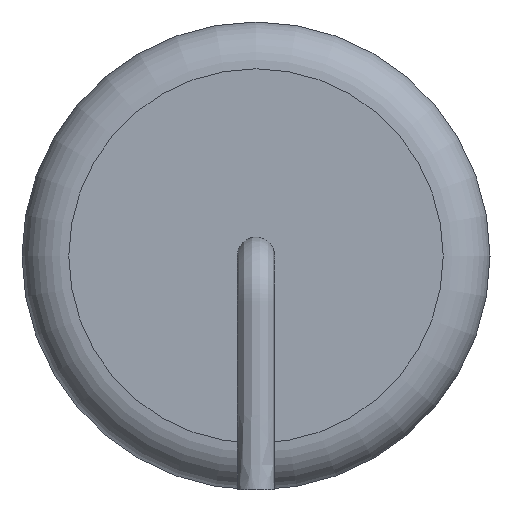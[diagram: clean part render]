
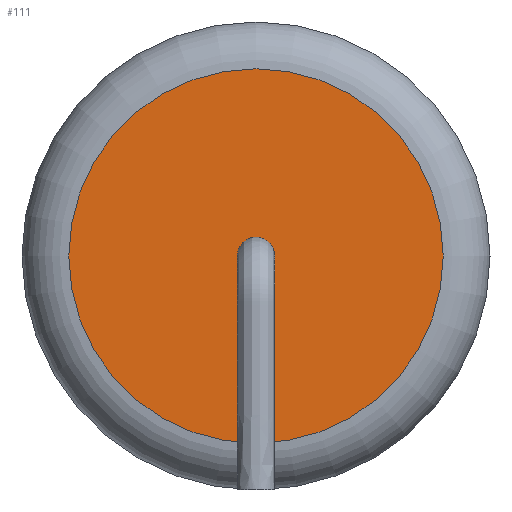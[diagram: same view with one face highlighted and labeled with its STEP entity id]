
A CAD part, left-side view. The second image highlights one B-rep face of the part: STEP entity #111.
In plain terms, the highlighted planar face has unit normal (-1, 0, 0).
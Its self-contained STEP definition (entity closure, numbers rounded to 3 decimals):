
#27=PLANE($,#133);
#40=FACE_OUTER_BOUND($,#54,.T.);
#54=EDGE_LOOP($,(#92));
#64=CIRCLE($,#132,4.);
#70=VERTEX_POINT($,#183);
#78=EDGE_CURVE($,#70,#70,#64,.T.);
#92=ORIENTED_EDGE($,*,*,#78,.F.);
#111=ADVANCED_FACE($,(#40),#27,.F.);
#132=AXIS2_PLACEMENT_3D($,#184,#156,#157);
#133=AXIS2_PLACEMENT_3D($,#185,#158,#159);
#156=DIRECTION('center_axis',(1.,0.,0.));
#157=DIRECTION('ref_axis',(0.,1.,0.));
#158=DIRECTION('center_axis',(1.,0.,0.));
#159=DIRECTION('ref_axis',(0.,0.,-1.));
#183=CARTESIAN_POINT('',(-23.6,-4.,5.));
#184=CARTESIAN_POINT('Origin',(-23.6,0.,5.));
#185=CARTESIAN_POINT('Origin',(-23.6,0.,5.));
